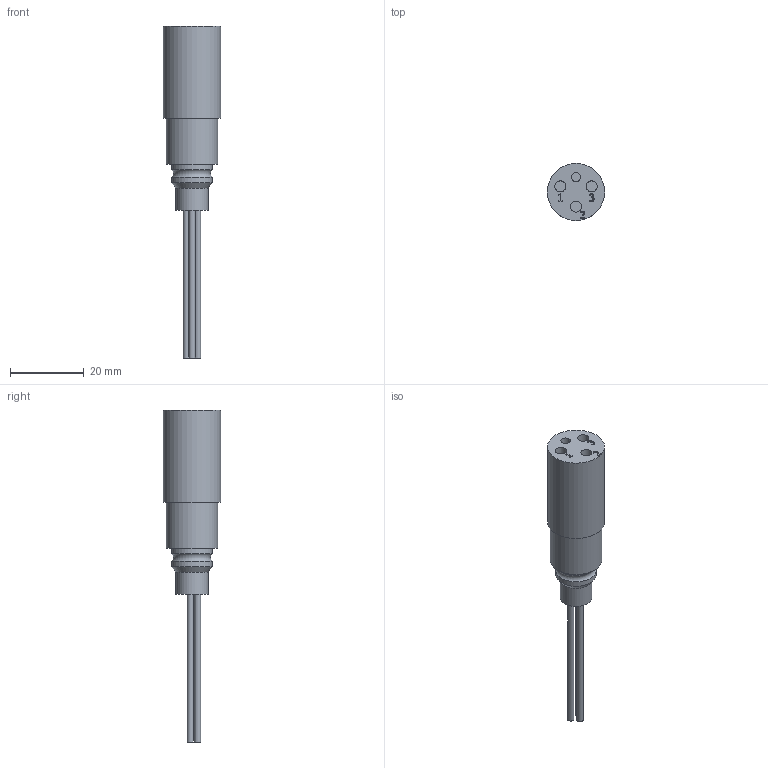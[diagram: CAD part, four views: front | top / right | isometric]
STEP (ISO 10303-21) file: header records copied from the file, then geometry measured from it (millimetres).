
FILE_DESCRIPTION(/* description */ (''),/* implementation_level */ '2;1');
FILE_NAME(/* name */ 'MCOM3F-G2.stp',/* time_stamp */ '2014-11-26T09:50:12+01:00',/* author */ ('sh'),/* organization */ (''),/* preprocessor_version */ 'ST-DEVELOPER v15.2',/* originating_system */ 'Autodesk Inventor 2014',/* authorisation */ '');
FILE_SCHEMA (('AUTOMOTIVE_DESIGN { 1 0 10303 214 3 1 1 }'));
Length unit declared in the file: millimetre
Products named in the file (1): MCOM3F-G2
Bounding box: 15.5 x 15.5 x 90 mm (x, y, z)
Volume: 7398.3 mm3; surface area: 3808.9 mm2
Topology: 1 solids, 1 shells, 85 faces, 208 edges, 138 vertices
Faces by surface type: plane 39, bspline 31, cylinder 13, torus 1, cone 1
Full cylindrical faces by diameter (mm): 1.7 x3, 2.5 x1, 3 x3, 5.7 x1, 8.7 x1, 11 x2, 14 x1, 15.5 x1
Entity records: 2682 total; most frequent: CARTESIAN_POINT 816, ORIENTED_EDGE 382, DIRECTION 265, EDGE_CURVE 191, VERTEX_POINT 136, EDGE_LOOP 113, LINE 103, VECTOR 103
